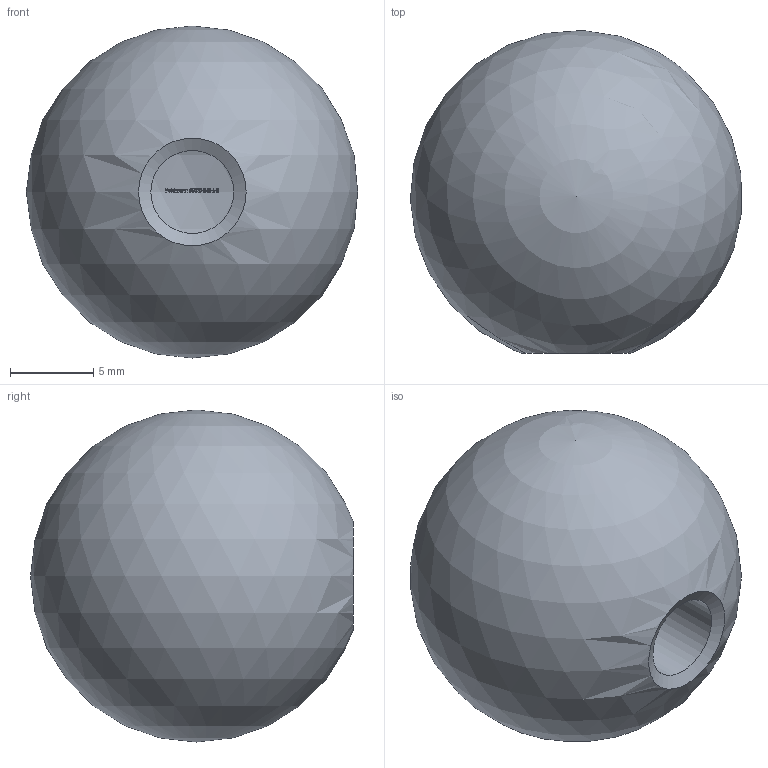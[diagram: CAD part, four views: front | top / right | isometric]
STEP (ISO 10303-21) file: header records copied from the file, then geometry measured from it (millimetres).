
FILE_DESCRIPTION (( 'STEP AP203' ), '1' );
FILE_NAME ('51020-240-MS.step', '2020-06-22T12:42:05', ( '' ), ( '' ), 'SwSTEP 2.0', 'SolidWorks 2015', '' );
FILE_SCHEMA (( 'CONFIG_CONTROL_DESIGN' ));
Length unit declared in the file: millimetre
Products named in the file (2): 51020-240-MS
Bounding box: 19.95 x 19.45 x 20 mm (x, y, z)
Volume: 3848.3 mm3; surface area: 1492.9 mm2
Topology: 1 solids, 21 shells, 275 faces, 682 edges, 456 vertices
Faces by surface type: plane 114, bspline 110, cone 49, cylinder 1, sphere 1
Full cylindrical faces by diameter (mm): 5 x1
Entity records: 14011 total; most frequent: CARTESIAN_POINT 8652, ORIENTED_EDGE 1350, EDGE_CURVE 675, DIRECTION 560, VERTEX_POINT 451, B_SPLINE_CURVE_WITH_KNOTS 413, EDGE_LOOP 284, LINE 260
